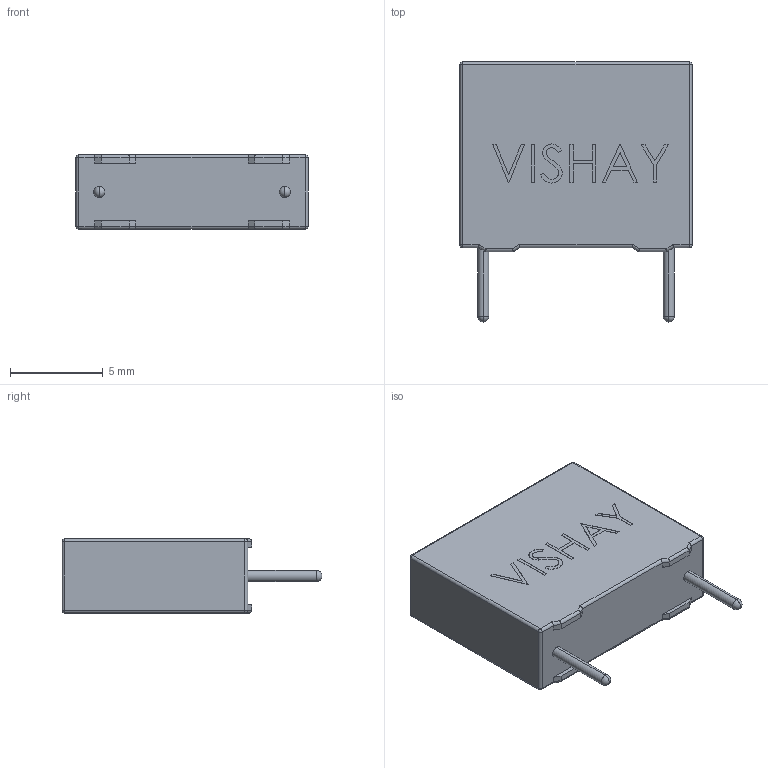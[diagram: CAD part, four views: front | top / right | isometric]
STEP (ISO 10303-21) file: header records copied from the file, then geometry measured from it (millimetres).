
FILE_DESCRIPTION (( 'STEP AP214' ), '1' );
FILE_NAME ('BFC237221224.STEP', '2023-03-02T14:42:28', ( '' ), ( '' ), 'SwSTEP 2.0', 'SolidWorks 2022', '' );
FILE_SCHEMA (( 'AUTOMOTIVE_DESIGN' ));
Length unit declared in the file: millimetre
Products named in the file (1): BFC237221224
Bounding box: 12.5 x 14 x 4 mm (x, y, z)
Volume: 502.4 mm3; surface area: 442.7 mm2
Topology: 3 solids, 3 shells, 135 faces, 340 edges, 206 vertices
Faces by surface type: plane 76, cylinder 32, bspline 15, sphere 12
Entity records: 5333 total; most frequent: CARTESIAN_POINT 1453, ORIENTED_EDGE 648, DIRECTION 556, EDGE_CURVE 324, LINE 242, VECTOR 242, VERTEX_POINT 202, AXIS2_PLACEMENT_3D 157
